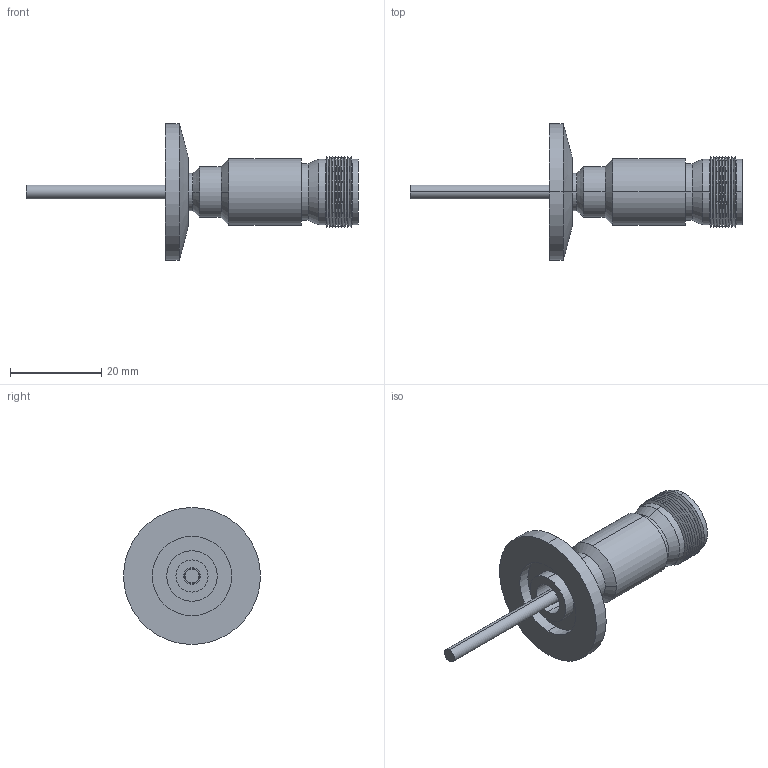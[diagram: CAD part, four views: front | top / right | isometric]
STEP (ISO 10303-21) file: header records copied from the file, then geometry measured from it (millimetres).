
FILE_DESCRIPTION (( 'STEP AP203' ), '1' );
FILE_NAME ('A3062-1-QF.STEP', '2011-10-18T12:25:12', ( '' ), ( '' ), 'SwSTEP 2.0', 'SolidWorks 2011', '' );
FILE_SCHEMA (( 'CONFIG_CONTROL_DESIGN' ));
Length unit declared in the file: inch
Products named in the file (1): A3062-1-QF
Bounding box: 72.63 x 29.97 x 29.97 mm (x, y, z)
Volume: 6147.7 mm3; surface area: 6771.6 mm2
Topology: 1 solids, 1 shells, 147 faces, 343 edges, 210 vertices
Faces by surface type: cone 72, cylinder 52, plane 23
Entity records: 4303 total; most frequent: DIRECTION 822, CARTESIAN_POINT 729, ORIENTED_EDGE 682, AXIS2_PLACEMENT_3D 343, EDGE_CURVE 341, VERTEX_POINT 210, CIRCLE 195, EDGE_LOOP 161
